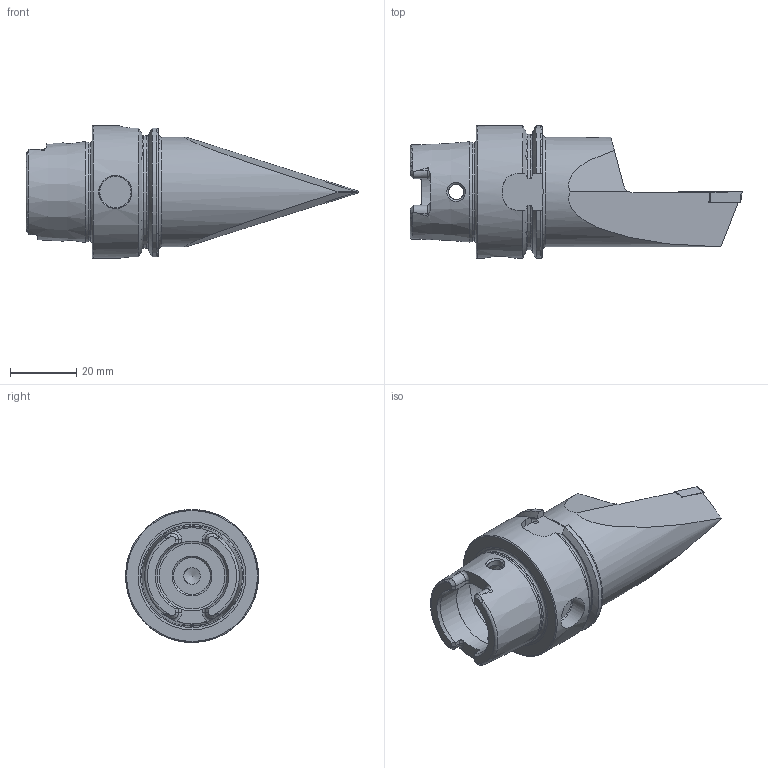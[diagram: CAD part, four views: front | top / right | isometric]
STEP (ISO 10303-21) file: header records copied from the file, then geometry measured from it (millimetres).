
FILE_DESCRIPTION (( 'STEP AP214' ), '1' );
FILE_NAME ('HA4.KVA.NVA.080.STEP', '2020-11-23T11:27:49', ( '' ), ( '' ), 'SwSTEP 2.0', 'SolidWorks 2017', '' );
FILE_SCHEMA (( 'AUTOMOTIVE_DESIGN' ));
Length unit declared in the file: millimetre
Products named in the file (5): WCA-ER2.001.006_A; HA4.KVA.NVA.080; KVT_MB_600_050; VCGT110304; HA4-KVA.NVA.080_A_Fertigbearbeitung
Assembly tree (4 placements, depth 2):
  HA4.KVA.NVA.080
    HA4-KVA.NVA.080_A_Fertigbearbeitung
    WCA-ER2.001.006_A
    VCGT110304
    KVT_MB_600_050
Bounding box: 99.88 x 40 x 40 mm (x, y, z)
Volume: 47844.9 mm3; surface area: 14310.2 mm2
Topology: 5 solids, 5 shells, 232 faces, 597 edges, 375 vertices
Faces by surface type: plane 81, cylinder 59, cone 50, torus 26, bspline 14, sphere 2
Full cylindrical faces by diameter (mm): 2.05 x1, 2.5 x1, 2.8 x1, 3.4 x1, 3.85 x1, 4 x1, 4.2 x2, 4.6 x2, 5 x4, 10 x1, 11 x1, 12.5 x1, 21 x2, 25.5 x1, 29.707 x1, 33 x1, 40 x1
Entity records: 9297 total; most frequent: CARTESIAN_POINT 3111, ORIENTED_EDGE 1030, DIRECTION 975, EDGE_CURVE 515, AXIS2_PLACEMENT_3D 395, VERTEX_POINT 356, EDGE_LOOP 305, FACE_OUTER_BOUND 268
